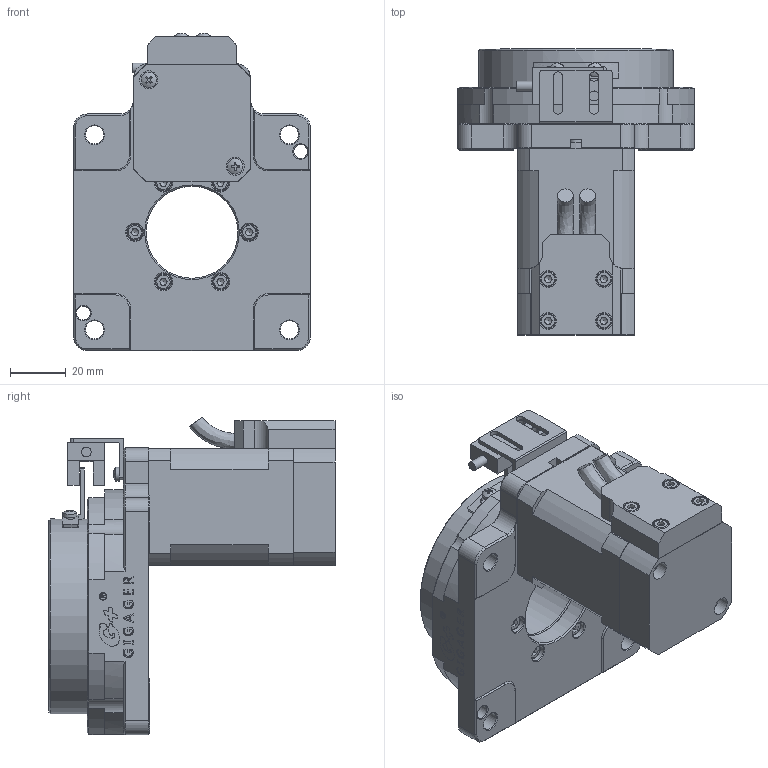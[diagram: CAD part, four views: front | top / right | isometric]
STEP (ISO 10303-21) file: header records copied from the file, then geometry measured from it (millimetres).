
FILE_DESCRIPTION (( 'STEP AP203' ), '1' );
FILE_NAME ('GSN85-18K-CS.step', '2021-06-01T02:31:39', ( 'Microsoft' ), ( 'Microsoft' ), 'SwSTEP 2.0', 'SolidWorks 2019', '' );
FILE_SCHEMA (( 'CONFIG_CONTROL_DESIGN' ));
Length unit declared in the file: millimetre
Products named in the file (1): GSN85-18K-CS
Bounding box: 85 x 102.7 x 113.92 mm (x, y, z)
Volume: 254855.2 mm3; surface area: 91115.1 mm2
Topology: 30 solids, 30 shells, 1121 faces, 2744 edges, 1753 vertices
Faces by surface type: plane 580, cylinder 260, cone 142, bspline 113, torus 18, sphere 8
Full cylindrical faces by diameter (mm): 1.5 x1, 2.05 x4, 2.5 x16, 3 x20, 3.2 x10, 3.3 x6, 3.4 x2, 3.5 x3, 4.2 x4, 5 x11, 5.15 x1, 5.5 x10, 5.6 x4, 5.8 x2, 6 x16, 6.5 x7, 8 x1, 9 x2, 22 x1, 32 x2, 33 x2, 37 x1, 49.5 x2, 53.6 x1, 54.5 x1, 60 x1, 70 x2, 72.275 x2, 74.497 x1, 76 x1
Entity records: 37008 total; most frequent: CARTESIAN_POINT 12477, DIRECTION 4817, ORIENTED_EDGE 4814, EDGE_CURVE 2407, AXIS2_PLACEMENT_3D 1784, VERTEX_POINT 1680, EDGE_LOOP 1539, FACE_OUTER_BOUND 1288
